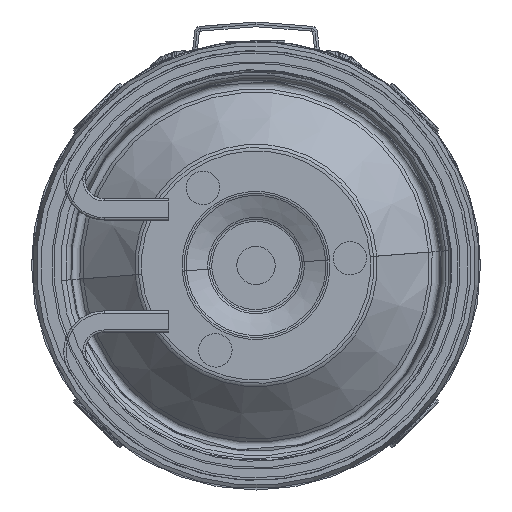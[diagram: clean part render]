
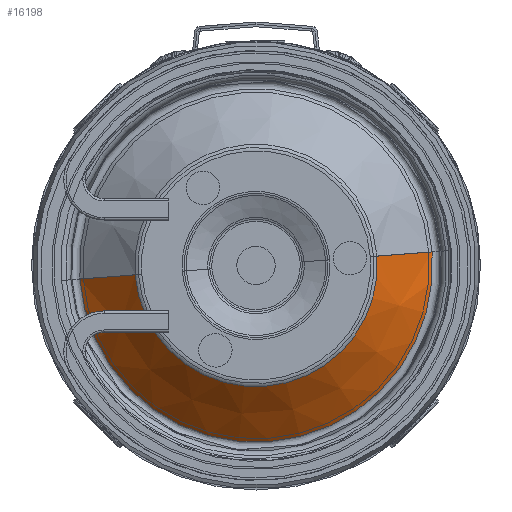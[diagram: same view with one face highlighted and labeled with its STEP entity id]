
A CAD part, front view. The second image highlights one B-rep face of the part: STEP entity #16198.
In plain terms, the highlighted conical face has half-angle 46.546 degrees and reference radius 25.375 mm.
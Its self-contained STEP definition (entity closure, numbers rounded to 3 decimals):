
#66 = VERTEX_POINT ( 'NONE', #30381 ) ;
#537 = CARTESIAN_POINT ( 'NONE',  ( 0., 0.548, -25.376 ) ) ;
#2555 = AXIS2_PLACEMENT_3D ( 'NONE', #30439, #27388, #36700 ) ;
#5138 = CIRCLE ( 'NONE', #2555, 36.962 ) ;
#7153 = CARTESIAN_POINT ( 'NONE',  ( 0., 0.548, 0. ) ) ;
#8084 = CONICAL_SURFACE ( 'NONE', #16530, 25.376, 0.812 ) ;
#9507 = CIRCLE ( 'NONE', #16653, 25.376 ) ;
#11983 = CARTESIAN_POINT ( 'NONE',  ( 0., 11.526, 36.962 ) ) ;
#13018 = DIRECTION ( 'NONE',  ( 0., 1., 0. ) ) ;
#13844 = VERTEX_POINT ( 'NONE', #537 ) ;
#14935 = CARTESIAN_POINT ( 'NONE',  ( 0., 0.548, 25.376 ) ) ;
#16198 = ADVANCED_FACE ( 'NONE', ( #37982 ), #8084, .T. ) ;
#16530 = AXIS2_PLACEMENT_3D ( 'NONE', #7153, #13018, #31104 ) ;
#16653 = AXIS2_PLACEMENT_3D ( 'NONE', #29190, #35463, #25943 ) ;
#17914 = CARTESIAN_POINT ( 'NONE',  ( 0., 0.548, -25.376 ) ) ;
#17941 = EDGE_LOOP ( 'NONE', ( #32814, #36185, #26210, #28123 ) ) ;
#20347 = CARTESIAN_POINT ( 'NONE',  ( 0., 11.526, -36.962 ) ) ;
#20762 = LINE ( 'NONE', #17914, #26558 ) ;
#20880 = EDGE_CURVE ( 'NONE', #22559, #36948, #5138, .T. ) ;
#22559 = VERTEX_POINT ( 'NONE', #20347 ) ;
#22639 = EDGE_CURVE ( 'NONE', #13844, #22559, #20762, .T. ) ;
#25943 = DIRECTION ( 'NONE',  ( 0., 0., 1. ) ) ;
#26210 = ORIENTED_EDGE ( 'NONE', *, *, #36255, .T. ) ;
#26558 = VECTOR ( 'NONE', #26638, 1000. ) ;
#26638 = DIRECTION ( 'NONE',  ( 0., 0.688, -0.726 ) ) ;
#27388 = DIRECTION ( 'NONE',  ( 0., 1., 0. ) ) ;
#28123 = ORIENTED_EDGE ( 'NONE', *, *, #20880, .F. ) ;
#29190 = CARTESIAN_POINT ( 'NONE',  ( 0., 0.548, 0. ) ) ;
#30381 = CARTESIAN_POINT ( 'NONE',  ( 0., 0.548, 25.376 ) ) ;
#30439 = CARTESIAN_POINT ( 'NONE',  ( 0., 11.526, 0. ) ) ;
#31104 = DIRECTION ( 'NONE',  ( 0., 0., 1. ) ) ;
#32814 = ORIENTED_EDGE ( 'NONE', *, *, #22639, .F. ) ;
#33608 = LINE ( 'NONE', #14935, #38710 ) ;
#35452 = EDGE_CURVE ( 'NONE', #13844, #66, #9507, .T. ) ;
#35463 = DIRECTION ( 'NONE',  ( 0., 1., 0. ) ) ;
#36034 = DIRECTION ( 'NONE',  ( 0., 0.688, 0.726 ) ) ;
#36185 = ORIENTED_EDGE ( 'NONE', *, *, #35452, .T. ) ;
#36255 = EDGE_CURVE ( 'NONE', #66, #36948, #33608, .T. ) ;
#36700 = DIRECTION ( 'NONE',  ( 0., 0., 1. ) ) ;
#36948 = VERTEX_POINT ( 'NONE', #11983 ) ;
#37982 = FACE_OUTER_BOUND ( 'NONE', #17941, .T. ) ;
#38710 = VECTOR ( 'NONE', #36034, 1000. ) ;
